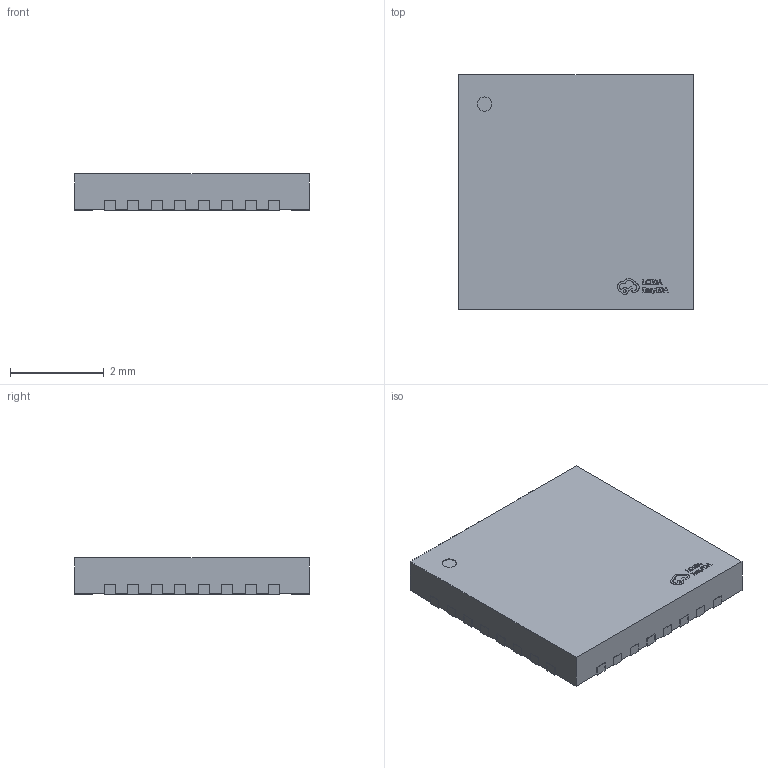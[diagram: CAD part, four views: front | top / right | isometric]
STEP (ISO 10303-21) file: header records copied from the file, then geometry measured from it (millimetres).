
FILE_DESCRIPTION (( 'STEP AP214' ), '1' );
FILE_NAME ('VFQFN-32_L5.0-W5.0-P0.50-TL-EP3.5.step', '2022-07-15T04:04:30', ( '' ), ( '' ), 'SwSTEP 2.0', 'SolidWorks 2020', '' );
FILE_SCHEMA (( 'AUTOMOTIVE_DESIGN' ));
Length unit declared in the file: millimetre
Products named in the file (1): VFQFN-32_L5.0-W5.0-P0.50-TL-EP3.5
Bounding box: 5.02 x 5.02 x 0.77 mm (x, y, z)
Volume: 19.1 mm3; surface area: 66.6 mm2
Topology: 14 solids, 14 shells, 562 faces, 1575 edges, 1050 vertices
Faces by surface type: plane 382, bspline 114, cylinder 66
Entity records: 25073 total; most frequent: CARTESIAN_POINT 5550, ORIENTED_EDGE 3150, DIRECTION 2373, EDGE_CURVE 1575, LINE 1211, VECTOR 1211, VERTEX_POINT 1050, EDGE_LOOP 583
